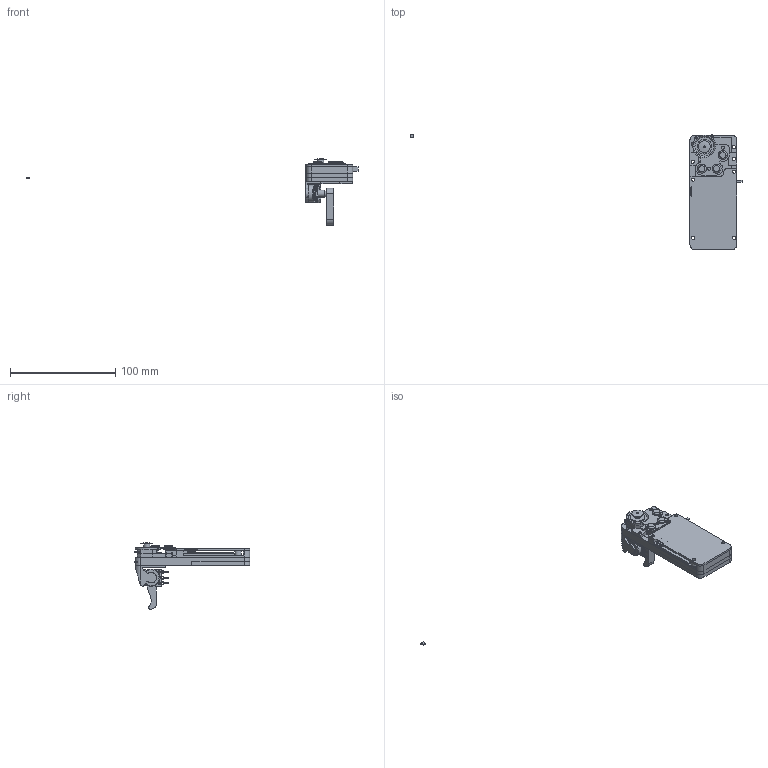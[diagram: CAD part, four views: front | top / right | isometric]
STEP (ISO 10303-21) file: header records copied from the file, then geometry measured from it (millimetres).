
FILE_DESCRIPTION(/* description */ (''),/* implementation_level */ '2;1');
FILE_NAME(/* name */ 'controlVR.step',/* time_stamp */ '2020-06-02T13:32:01-04:00',/* author */ (''),/* organization */ (''),/* preprocessor_version */ 'ST-DEVELOPER v18.1',/* originating_system */ 'Autodesk Translation Framework v9.3.0.1241',/* authorisation */ '');
FILE_SCHEMA (('AUTOMOTIVE_DESIGN { 1 0 10303 214 3 1 1 }'));
Products named in the file (73): controlVR; ESP-32_v1 v1; 6; micro_usb_47346-0001; KiCAD-ESP-WROOM-32_Predeterminado; Component6; B5K v2 (1); Circuito; PCB Component; Board; 10uF; Fillet1; Fillet2; body2; 10uF_1; Fillet1 (1); Fillet2 (1); body2 (1); 10uF_2; Fillet1 (2); Fillet2 (2); body2 (2); GREEN; 16097351; sml-310mtt86_1; sml-310mtt86_2; sml-310mtt86_3; sml-310mtt86_4; sml-310mtt86_5; BLUE; 16097354; sml-310mtt86_1 (1); sml-310mtt86_2 (1); sml-310mtt86_3 (1); sml-310mtt86_4 (1); sml-310mtt86_5 (1); PMEG3020DEP,115; Body; ('pin',_'1'); ('pin',_'2') ...
Assembly tree (70 placements, depth 6):
  controlVR
    ESP-32_v1 v1
      6
      micro_usb_47346-0001
      KiCAD-ESP-WROOM-32_Predeterminado
    Component6
    B5K v2 (1)
    Circuito
      PCB Component
        Board
        10uF
          Fillet1
          Fillet2
          body2
        10uF_1
          Fillet1 (1)
          Fillet2 (1)
          body2 (1)
        10uF_2
          Fillet1 (2)
          Fillet2 (2)
          body2 (2)
        GREEN
          16097351
            sml-310mtt86_1
            sml-310mtt86_2
            sml-310mtt86_3
            sml-310mtt86_4
            sml-310mtt86_5
        BLUE
          16097354
            sml-310mtt86_1 (1)
            sml-310mtt86_2 (1)
            sml-310mtt86_3 (1)
            sml-310mtt86_4 (1)
            sml-310mtt86_5 (1)
        PMEG3020DEP,115
          Body
        MCP73838-FJI_UN
          Body (1)
          PinsArrayLR
        NX2301P,215
          Body (2)
          PinsArrayL
          FilletPinR
        1k
          term1
          term2
          body_1
        1k_1
          term1 (1)
          term2 (1)
          body (1)_1
        2.0k
          term1 (2)
          term2 (2)
          body (2)_1
        10k
          term1 (3)
          term2 (3)
Bounding box: 315.75 x 109.82 x 63.09 mm (x, y, z)
Volume: 56452.9 mm3; surface area: 52204.7 mm2
Topology: 74 solids, 74 shells, 4450 faces, 11826 edges, 7560 vertices
Faces by surface type: plane 3073, cylinder 1160, torus 79, bspline 73, sphere 58, cone 7
Full cylindrical faces by diameter (mm): 0.163 x1, 0.2 x1, 0.35 x1, 0.375 x1, 0.85 x2, 1 x16, 1.016 x4, 1.4 x1, 1.434 x3, 1.8 x1, 1.992 x2, 2.54 x3, 3 x36, 3.5 x4, 5.867 x1, 6 x2, 6.795 x1, 8 x4, 8.5 x3, 10 x4, 11 x1, 14 x1, 16.256 x1, 18 x1, 18.5 x1, 22 x1
Entity records: 147477 total; most frequent: CARTESIAN_POINT 28262, ORIENTED_EDGE 24220, DIRECTION 23769, EDGE_CURVE 12110, LINE 9355, VECTOR 9355, VERTEX_POINT 7788, AXIS2_PLACEMENT_3D 7207
